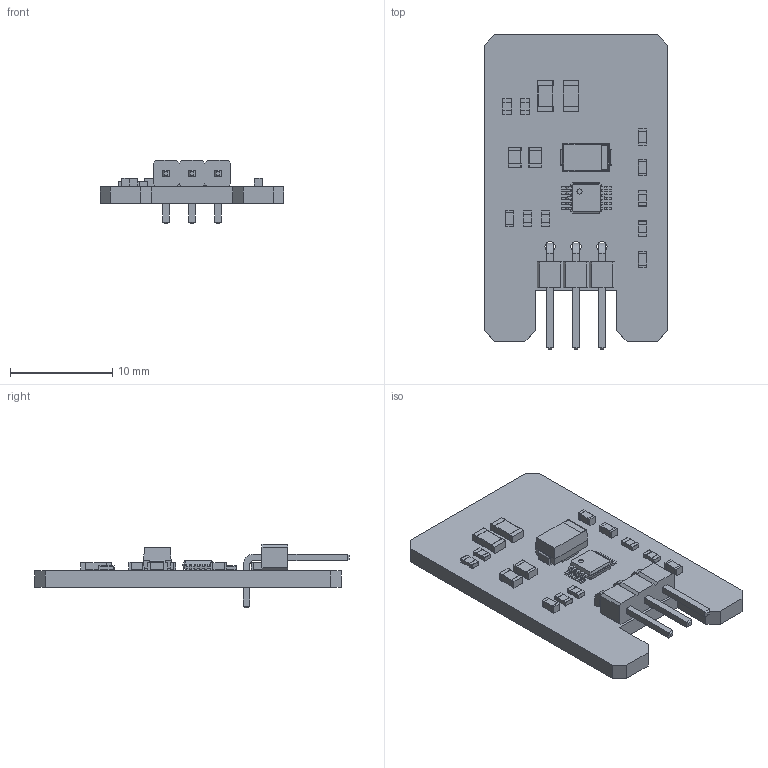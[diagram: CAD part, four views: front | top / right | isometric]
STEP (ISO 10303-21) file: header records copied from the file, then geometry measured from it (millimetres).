
FILE_DESCRIPTION(('KiCad electronic assembly'),'2;1');
FILE_NAME('dual_cr1750_stm32_power-supply.step','2021-08-10T01:05:02',( 'An Author'),('A Company'),'Open CASCADE STEP processor 6.9', 'KiCad to STEP converter','Unknown');
FILE_SCHEMA(('AUTOMOTIVE_DESIGN { 1 0 10303 214 1 1 1 1 }'));
Length unit declared in the file: millimetre
Products named in the file (16): Open CASCADE STEP translator 6.9 1; Pin_Header_Angled_1x03_Pitch2.54mm; SOLID; C_0603; R_0603; C_0805; MSOP-10-1EP_3x3mm_Pitch0.5mm; D_SMA; C_1206; COMPOUND
Assembly tree (25 placements, depth 3):
  Open CASCADE STEP translator 6.9 1
    Pin_Header_Angled_1x03_Pitch2.54mm
      SOLID
    C_0603  x4
      SOLID
    R_0603  x6
      SOLID
    C_0805  x2
      SOLID
    MSOP-10-1EP_3x3mm_Pitch0.5mm
      SOLID
    D_SMA
      SOLID
    C_1206  x2
      SOLID
    COMPOUND
Bounding box: 18 x 30.79 x 6.18 mm (x, y, z)
Volume: 906.1 mm3; surface area: 1555.3 mm2
Topology: 18 solids, 18 shells, 731 faces, 1914 edges, 1244 vertices
Faces by surface type: plane 489, cylinder 198, bspline 44
Full cylindrical faces by diameter (mm): 0.5 x1, 1 x3
Entity records: 32471 total; most frequent: CARTESIAN_POINT 5873, DIRECTION 4296, LINE 2936, VECTOR 2936, ORIENTED_EDGE 2328, PCURVE 2328, DEFINITIONAL_REPRESENTATION 2328, EDGE_CURVE 1164
